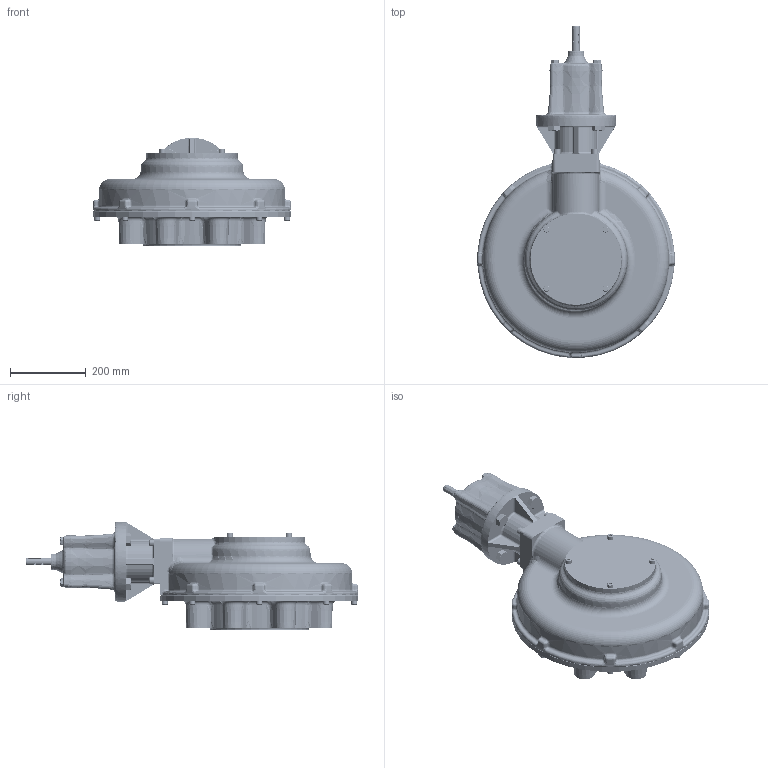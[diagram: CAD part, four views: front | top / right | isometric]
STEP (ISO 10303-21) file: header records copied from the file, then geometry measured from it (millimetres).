
FILE_DESCRIPTION(/* description */ ('Unknown'),/* implementation_level */ '2;1');
FILE_NAME(/* name */ 'PUB-HOB12MPR19-153.6-MAN-F35_SOLID_A-1',/* time_stamp */ '2019-10-22T13:03:09+01:00',/* author */ ('Unknown'),/* organization */ ('Unknown'),/* preprocessor_version */ 'ST-DEVELOPER v16.7',/* originating_system */ 'DEX',/* authorisation */ $);
FILE_SCHEMA (('AUTOMOTIVE_DESIGN {1 0 10303 214 3 1 1}'));
Products named in the file (1): PUB-HOB12MPR19-153.6-MAN-F35_SOLID_A-1
Bounding box: 520 x 873.98 x 285.6 mm (x, y, z)
Volume: 26114775.4 mm3; surface area: 2621238.7 mm2
Topology: 4 solids, 4 shells, 7470 faces, 21894 edges, 13918 vertices
Faces by surface type: plane 2993, cylinder 2864, bspline 587, cone 541, torus 399, sphere 86
Full cylindrical faces by diameter (mm): 2.5 x2, 3.18 x1, 5 x118, 6 x2, 15 x3, 16 x12, 17 x3, 18 x4, 20 x4, 22.098 x1, 23 x2, 26 x10, 26.211 x16, 30 x2, 36 x1, 42 x1, 50 x1, 57.15 x1, 60 x1, 62.5 x4, 78.1 x4, 90 x3, 94 x1, 100 x1, 102 x1, 105 x1, 125 x2, 128 x1, 129.75 x2, 129.9 x2
Entity records: 269954 total; most frequent: CARTESIAN_POINT 76993, ORIENTED_EDGE 42094, DIRECTION 39432, EDGE_CURVE 21047, AXIS2_PLACEMENT_3D 15615, VERTEX_POINT 13676, FACE_BOUND 8563, EDGE_LOOP 8552
